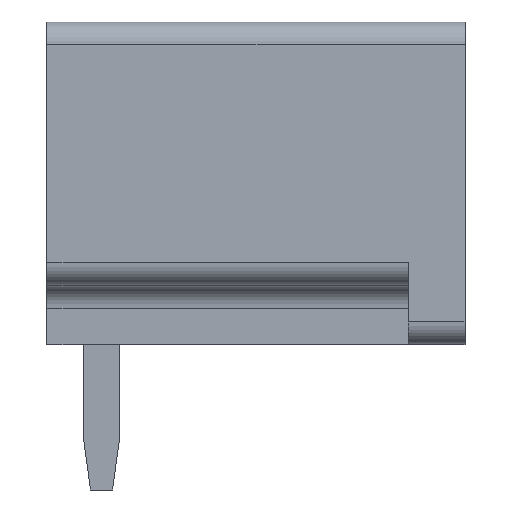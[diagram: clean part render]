
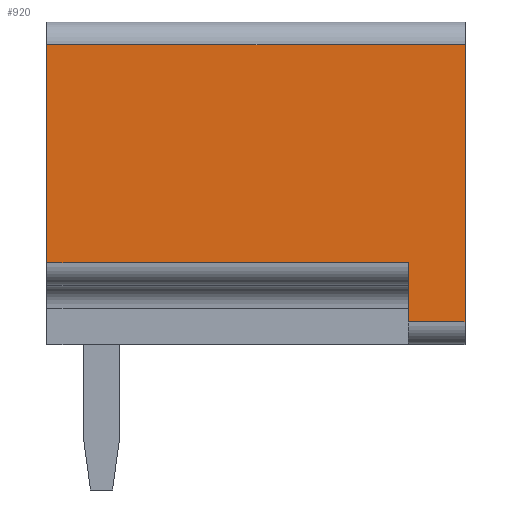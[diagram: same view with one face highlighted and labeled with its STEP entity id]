
A CAD part, left-side view. The second image highlights one B-rep face of the part: STEP entity #920.
In plain terms, the highlighted planar face has unit normal (-1, 0, 0).
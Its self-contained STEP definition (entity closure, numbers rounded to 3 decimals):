
#884=AXIS2_PLACEMENT_3D('Plane Axis2P3D',#881,#882,#883) ;
#188=CARTESIAN_POINT('Vertex',(0.,0.,9.8)) ;
#191=CARTESIAN_POINT('Line Origine',(0.,0.,6.75)) ;
#195=CARTESIAN_POINT('Vertex',(0.,0.,3.7)) ;
#862=CARTESIAN_POINT('Line Origine',(0.,4.6,9.8)) ;
#866=CARTESIAN_POINT('Vertex',(0.,9.2,9.8)) ;
#881=CARTESIAN_POINT('Axis2P3D Location',(0.,0.,3.7)) ;
#886=CARTESIAN_POINT('Line Origine',(0.,0.625,3.7)) ;
#890=CARTESIAN_POINT('Vertex',(0.,1.25,3.7)) ;
#893=CARTESIAN_POINT('Line Origine',(0.,9.2,7.4)) ;
#897=CARTESIAN_POINT('Vertex',(0.,9.2,5.)) ;
#900=CARTESIAN_POINT('Line Origine',(0.,5.225,5.)) ;
#904=CARTESIAN_POINT('Vertex',(0.,1.25,5.)) ;
#907=CARTESIAN_POINT('Line Origine',(0.,1.25,4.35)) ;
#192=DIRECTION('Vector Direction',(0.,0.,1.)) ;
#863=DIRECTION('Vector Direction',(0.,1.,0.)) ;
#882=DIRECTION('Axis2P3D Direction',(-1.,0.,0.)) ;
#883=DIRECTION('Axis2P3D XDirection',(0.,0.,1.)) ;
#887=DIRECTION('Vector Direction',(0.,1.,0.)) ;
#894=DIRECTION('Vector Direction',(0.,0.,1.)) ;
#901=DIRECTION('Vector Direction',(0.,1.,0.)) ;
#908=DIRECTION('Vector Direction',(0.,0.,-1.)) ;
#193=VECTOR('Line Direction',#192,1.) ;
#864=VECTOR('Line Direction',#863,1.) ;
#888=VECTOR('Line Direction',#887,1.) ;
#895=VECTOR('Line Direction',#894,1.) ;
#902=VECTOR('Line Direction',#901,1.) ;
#909=VECTOR('Line Direction',#908,1.) ;
#913=ORIENTED_EDGE('',*,*,#892,.F.) ;
#914=ORIENTED_EDGE('',*,*,#197,.T.) ;
#915=ORIENTED_EDGE('',*,*,#868,.T.) ;
#916=ORIENTED_EDGE('',*,*,#899,.F.) ;
#917=ORIENTED_EDGE('',*,*,#906,.F.) ;
#918=ORIENTED_EDGE('',*,*,#911,.T.) ;
#920=ADVANCED_FACE('Housing',(#919),#885,.T.) ;
#197=EDGE_CURVE('',#196,#189,#194,.T.) ;
#868=EDGE_CURVE('',#189,#867,#865,.T.) ;
#892=EDGE_CURVE('',#196,#891,#889,.T.) ;
#899=EDGE_CURVE('',#898,#867,#896,.T.) ;
#906=EDGE_CURVE('',#905,#898,#903,.T.) ;
#911=EDGE_CURVE('',#905,#891,#910,.T.) ;
#912=EDGE_LOOP('',(#913,#914,#915,#916,#917,#918)) ;
#919=FACE_OUTER_BOUND('',#912,.T.) ;
#194=LINE('Line',#191,#193) ;
#865=LINE('Line',#862,#864) ;
#889=LINE('Line',#886,#888) ;
#896=LINE('Line',#893,#895) ;
#903=LINE('Line',#900,#902) ;
#910=LINE('Line',#907,#909) ;
#885=PLANE('',#884) ;
#189=VERTEX_POINT('',#188) ;
#196=VERTEX_POINT('',#195) ;
#867=VERTEX_POINT('',#866) ;
#891=VERTEX_POINT('',#890) ;
#898=VERTEX_POINT('',#897) ;
#905=VERTEX_POINT('',#904) ;
